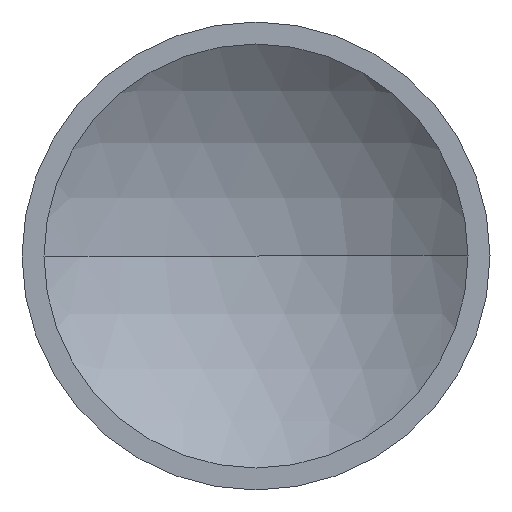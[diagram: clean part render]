
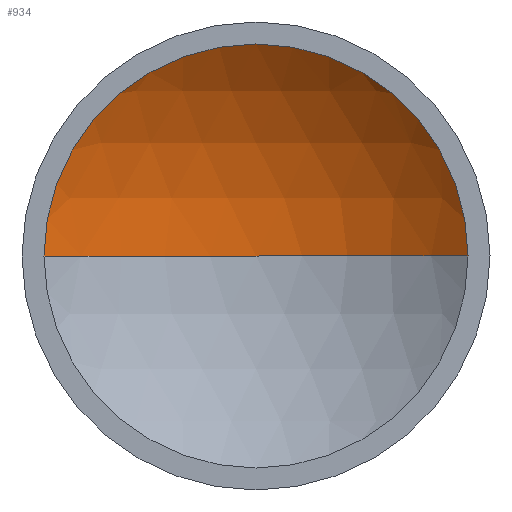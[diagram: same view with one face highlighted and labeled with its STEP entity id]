
A CAD part, front view. The second image highlights one B-rep face of the part: STEP entity #934.
In plain terms, the highlighted spherical face has radius 17.481 mm.
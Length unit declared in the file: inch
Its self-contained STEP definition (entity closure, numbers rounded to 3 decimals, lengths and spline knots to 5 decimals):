
#57 = ORIENTED_EDGE ( 'NONE', *, *, #1930, .T. ) ;
#172 = ORIENTED_EDGE ( 'NONE', *, *, #723, .T. ) ;
#648 = DIRECTION ( 'NONE',  ( -1., 0., 0. ) ) ;
#716 = CARTESIAN_POINT ( 'NONE',  ( 0.453, 0., 0. ) ) ;
#723 = EDGE_CURVE ( 'NONE', #2478, #2742, #2450, .T. ) ;
#766 = DIRECTION ( 'NONE',  ( 0., -1., 0. ) ) ;
#785 = CARTESIAN_POINT ( 'NONE',  ( -0.453, 0., 0. ) ) ;
#886 = CARTESIAN_POINT ( 'NONE',  ( 0., -0.51812, 0. ) ) ;
#890 = AXIS2_PLACEMENT_3D ( 'NONE', #1045, #766, #1307 ) ;
#933 = EDGE_LOOP ( 'NONE', ( #3024, #172, #57 ) ) ;
#934 = ADVANCED_FACE ( 'NONE', ( #3163 ), #2989, .F. ) ;
#990 = DIRECTION ( 'NONE',  ( 0., 0., 1. ) ) ;
#1045 = CARTESIAN_POINT ( 'NONE',  ( 0., 0., 0. ) ) ;
#1087 = CARTESIAN_POINT ( 'NONE',  ( 0., -0.51812, 0. ) ) ;
#1307 = DIRECTION ( 'NONE',  ( 0., 0., -1. ) ) ;
#1424 = AXIS2_PLACEMENT_3D ( 'NONE', #1087, #2122, #2938 ) ;
#1723 = EDGE_CURVE ( 'NONE', #2478, #2391, #1810, .T. ) ;
#1810 = CIRCLE ( 'NONE', #1928, 0.68823 ) ;
#1928 = AXIS2_PLACEMENT_3D ( 'NONE', #2573, #990, #2312 ) ;
#1930 = EDGE_CURVE ( 'NONE', #2742, #2391, #3275, .T. ) ;
#2122 = DIRECTION ( 'NONE',  ( 0., 0., -1. ) ) ;
#2312 = DIRECTION ( 'NONE',  ( 1., 0., 0. ) ) ;
#2391 = VERTEX_POINT ( 'NONE', #785 ) ;
#2450 = CIRCLE ( 'NONE', #1424, 0.68823 ) ;
#2478 = VERTEX_POINT ( 'NONE', #2497 ) ;
#2497 = CARTESIAN_POINT ( 'NONE',  ( 0., 0.17011, 0. ) ) ;
#2573 = CARTESIAN_POINT ( 'NONE',  ( 0., -0.51812, 0. ) ) ;
#2689 = DIRECTION ( 'NONE',  ( 0., 0., -1. ) ) ;
#2742 = VERTEX_POINT ( 'NONE', #716 ) ;
#2938 = DIRECTION ( 'NONE',  ( -1., 0., 0. ) ) ;
#2989 = SPHERICAL_SURFACE ( 'NONE', #3035, 0.68823 ) ;
#3024 = ORIENTED_EDGE ( 'NONE', *, *, #1723, .F. ) ;
#3035 = AXIS2_PLACEMENT_3D ( 'NONE', #886, #2689, #648 ) ;
#3163 = FACE_OUTER_BOUND ( 'NONE', #933, .T. ) ;
#3275 = CIRCLE ( 'NONE', #890, 0.453 ) ;
